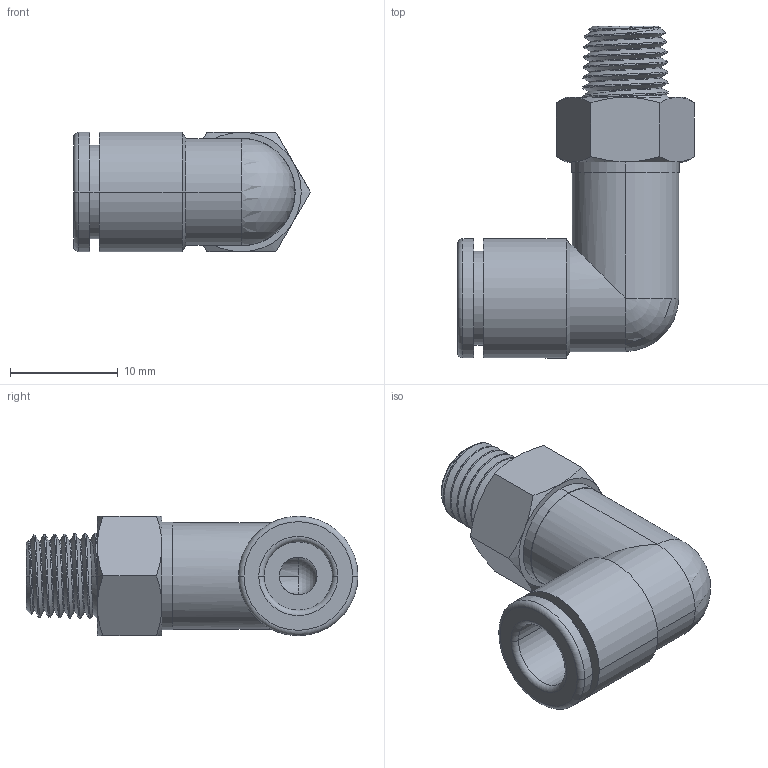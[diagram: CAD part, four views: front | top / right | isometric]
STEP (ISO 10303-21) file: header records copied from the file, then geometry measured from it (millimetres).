
FILE_DESCRIPTION (( 'STEP AP203' ), '1' );
FILE_NAME ('5111K594_Push-to-Connect Tube Fitting for Air and Water.STEP', '2021-09-09T03:10:31', ( 'Administrator' ), ( 'Managed by Terraform' ), 'SwSTEP 2.0', 'SolidWorks 2017', '' );
FILE_SCHEMA (( 'CONFIG_CONTROL_DESIGN' ));
Length unit declared in the file: millimetre
Products named in the file (1): 5111K594_Push-to-Connect Tube Fitting for Air and Water
Bounding box: 22.01 x 30.85 x 11.11 mm (x, y, z)
Volume: 2536.7 mm3; surface area: 2200 mm2
Topology: 1 solids, 1 shells, 76 faces, 181 edges, 110 vertices
Faces by surface type: cone 37, cylinder 16, plane 14, torus 4, bspline 3, sphere 2
Entity records: 5010 total; most frequent: CARTESIAN_POINT 3288, ORIENTED_EDGE 356, DIRECTION 319, EDGE_CURVE 178, AXIS2_PLACEMENT_3D 137, VERTEX_POINT 110, EDGE_LOOP 84, FACE_OUTER_BOUND 76
